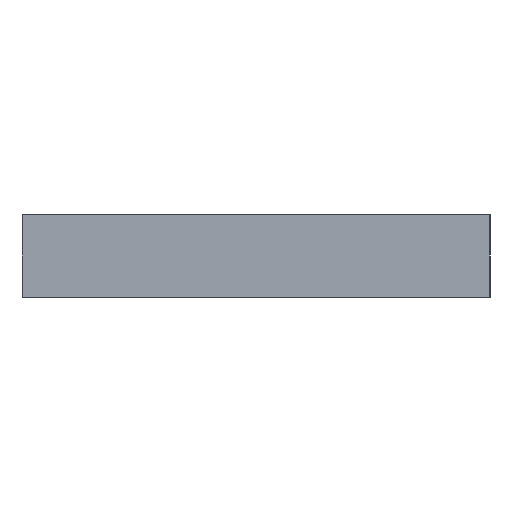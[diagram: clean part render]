
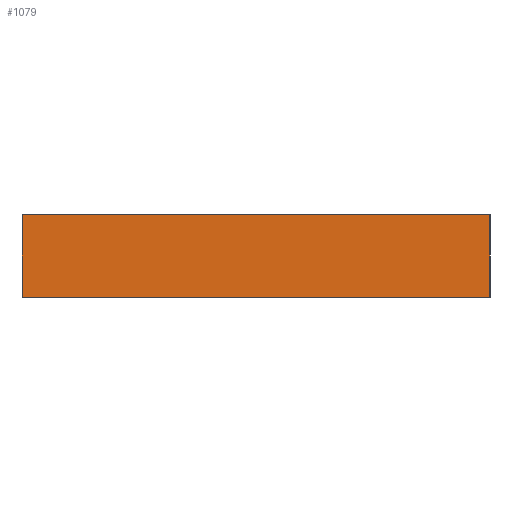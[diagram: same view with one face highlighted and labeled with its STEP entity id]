
A CAD part, left-side view. The second image highlights one B-rep face of the part: STEP entity #1079.
In plain terms, the highlighted planar face has unit normal (-1, 0, 0).
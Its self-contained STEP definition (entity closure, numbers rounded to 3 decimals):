
#1079=ADVANCED_FACE('',(#1243),#1186,.F.);
#1186=PLANE('',#2821);
#1243=FACE_OUTER_BOUND('',#1328,.T.);
#1328=EDGE_LOOP('',(#1557,#1558,#1559,#1560));
#1557=ORIENTED_EDGE('',*,*,#2271,.T.);
#1558=ORIENTED_EDGE('',*,*,#2272,.F.);
#1559=ORIENTED_EDGE('',*,*,#2239,.F.);
#1560=ORIENTED_EDGE('',*,*,#2273,.T.);
#2047=VERTEX_POINT('',#3633);
#2048=VERTEX_POINT('',#3634);
#2079=VERTEX_POINT('',#3698);
#2080=VERTEX_POINT('',#3699);
#2239=EDGE_CURVE('',#2047,#2048,#2484,.T.);
#2271=EDGE_CURVE('',#2079,#2080,#2504,.T.);
#2272=EDGE_CURVE('',#2048,#2080,#2505,.T.);
#2273=EDGE_CURVE('',#2047,#2079,#2506,.T.);
#2484=LINE('',#3632,#2643);
#2504=LINE('',#3697,#2663);
#2505=LINE('',#3700,#2664);
#2506=LINE('',#3701,#2665);
#2643=VECTOR('',#3053,1.);
#2663=VECTOR('',#3099,1.);
#2664=VECTOR('',#3100,1.);
#2665=VECTOR('',#3101,1.);
#2821=AXIS2_PLACEMENT_3D('',#3702,#3102,#3103);
#3053=DIRECTION('',(0.,-1.,0.));
#3099=DIRECTION('',(0.,-1.,0.));
#3100=DIRECTION('',(0.,0.,-1.));
#3101=DIRECTION('',(0.,0.,-1.));
#3102=DIRECTION('',(1.,0.,0.));
#3103=DIRECTION('',(0.,1.,0.));
#3632=CARTESIAN_POINT('',(-37.5,36.,12.7));
#3633=CARTESIAN_POINT('',(-37.5,36.,12.7));
#3634=CARTESIAN_POINT('',(-37.5,-36.,12.7));
#3697=CARTESIAN_POINT('',(-37.5,36.,0.));
#3698=CARTESIAN_POINT('',(-37.5,36.,0.));
#3699=CARTESIAN_POINT('',(-37.5,-36.,0.));
#3700=CARTESIAN_POINT('',(-37.5,-36.,12.7));
#3701=CARTESIAN_POINT('',(-37.5,36.,12.7));
#3702=CARTESIAN_POINT('',(-37.5,36.,12.7));
